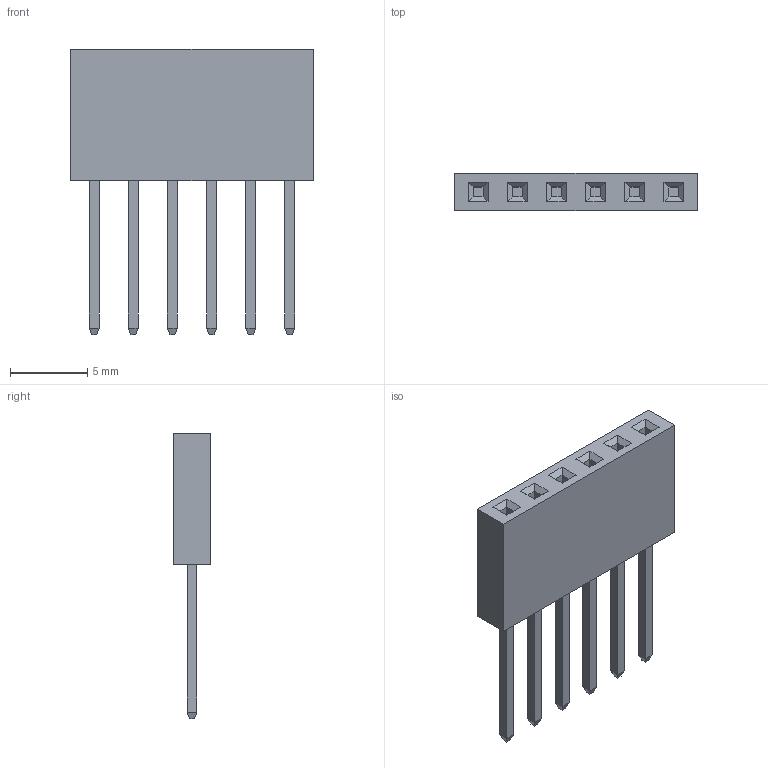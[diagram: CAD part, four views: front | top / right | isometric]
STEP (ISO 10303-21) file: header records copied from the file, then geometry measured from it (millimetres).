
FILE_DESCRIPTION(/* description */ (''),/* implementation_level */ '2;1');
FILE_NAME(/* name */ 'header_straight_socket_1607938095607.stp',/* time_stamp */ '2020-12-14T09:28:20+00:00',/* author */ (''),/* organization */ (''),/* preprocessor_version */ 'ST-DEVELOPER v18.1',/* originating_system */ 'ASM',/* authorisation */ '');
FILE_SCHEMA (('AUTOMOTIVE_DESIGN { 1 0 10303 214 3 1 1 }'));
Length unit declared in the file: millimetre
Products named in the file (1): header_straight_socket_1607938095607
Bounding box: 15.75 x 2.41 x 18.51 mm (x, y, z)
Volume: 335.7 mm3; surface area: 598.9 mm2
Topology: 1 solids, 1 shells, 114 faces, 252 edges, 152 vertices
Faces by surface type: plane 114
Entity records: 3105 total; most frequent: CARTESIAN_POINT 519, ORIENTED_EDGE 504, DIRECTION 482, LINE 252, VECTOR 252, EDGE_CURVE 252, VERTEX_POINT 152, EDGE_LOOP 126
